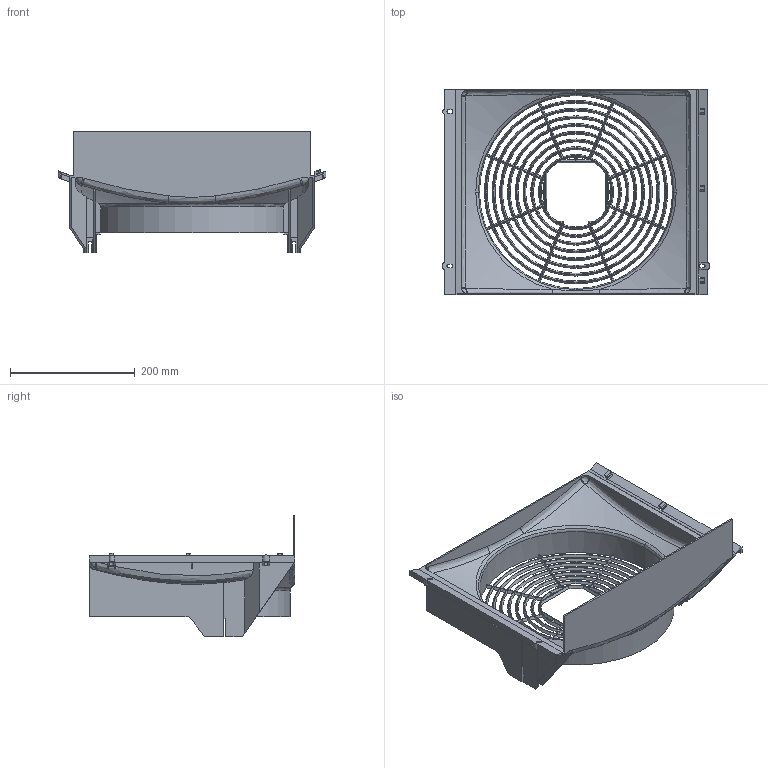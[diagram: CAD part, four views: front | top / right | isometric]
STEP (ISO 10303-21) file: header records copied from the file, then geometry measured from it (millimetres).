
FILE_DESCRIPTION((''),'2;1');
FILE_NAME('118U0406','2019-12-19T',('U371994'),('DANFOSS COMMERCIAL COMPRESSOR'),'CREO PARAMETRIC BY PTC INC, 2015480','CREO PARAMETRIC BY PTC INC, 2015480','');
FILE_SCHEMA(('CONFIG_CONTROL_DESIGN'));
Length unit declared in the file: millimetre
Products named in the file (1): 118U0406
Bounding box: 429.99 x 330.5 x 194.5 mm (x, y, z)
Surface area: 588421.2 mm2 (no closed solid volume)
Topology: 0 solids, 1 shells, 806 faces, 2382 edges, 1503 vertices
Faces by surface type: plane 379, cylinder 160, cone 145, torus 78, bspline 44
Entity records: 32026 total; most frequent: CARTESIAN_POINT 11900, ORIENTED_EDGE 4750, DIRECTION 3468, EDGE_CURVE 2382, VERTEX_POINT 1503, AXIS2_PLACEMENT_3D 1237, VECTOR 994, LINE 994
